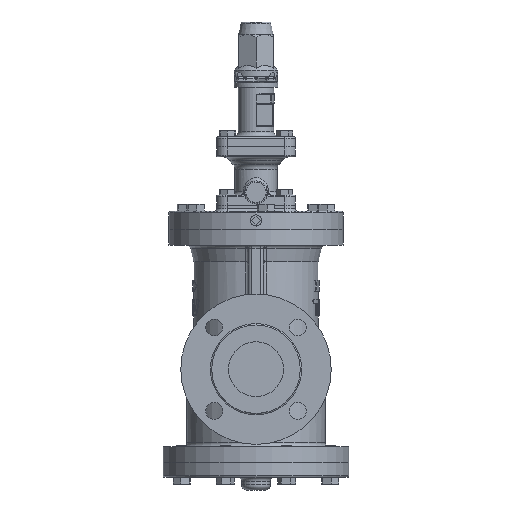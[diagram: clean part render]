
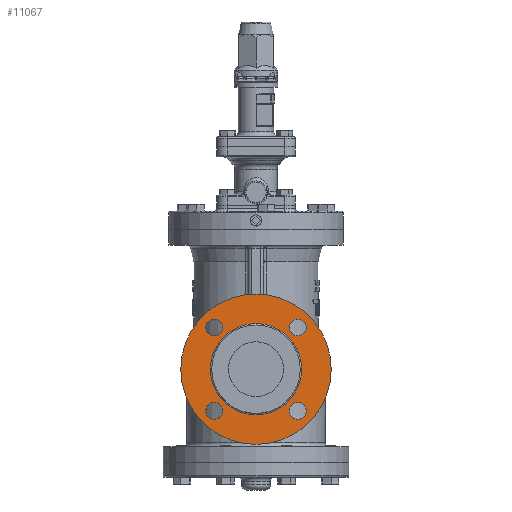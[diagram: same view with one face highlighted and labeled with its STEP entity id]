
A CAD part, left-side view. The second image highlights one B-rep face of the part: STEP entity #11067.
In plain terms, the highlighted planar face has unit normal (-1, 0, 0).
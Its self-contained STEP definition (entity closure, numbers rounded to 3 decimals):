
#727=FACE_BOUND('',#1662,.T.);
#728=FACE_BOUND('',#1663,.T.);
#729=FACE_BOUND('',#1664,.T.);
#730=FACE_BOUND('',#1665,.T.);
#731=FACE_BOUND('',#1666,.T.);
#902=FACE_OUTER_BOUND('',#1661,.T.);
#1661=EDGE_LOOP('',(#7507));
#1662=EDGE_LOOP('',(#7508));
#1663=EDGE_LOOP('',(#7509));
#1664=EDGE_LOOP('',(#7510));
#1665=EDGE_LOOP('',(#7511));
#1666=EDGE_LOOP('',(#7512));
#2514=CIRCLE('',#11835,89.);
#2516=CIRCLE('',#11838,54.);
#2517=CIRCLE('',#11840,10.);
#2518=CIRCLE('',#11841,10.);
#2519=CIRCLE('',#11842,10.);
#2520=CIRCLE('',#11843,10.);
#4745=VERTEX_POINT('',#16493);
#4747=VERTEX_POINT('',#16498);
#4748=VERTEX_POINT('',#16501);
#4749=VERTEX_POINT('',#16503);
#4750=VERTEX_POINT('',#16505);
#4751=VERTEX_POINT('',#16507);
#5805=EDGE_CURVE('',#4745,#4745,#2514,.T.);
#5807=EDGE_CURVE('',#4747,#4747,#2516,.T.);
#5808=EDGE_CURVE('',#4748,#4748,#2517,.T.);
#5809=EDGE_CURVE('',#4749,#4749,#2518,.T.);
#5810=EDGE_CURVE('',#4750,#4750,#2519,.T.);
#5811=EDGE_CURVE('',#4751,#4751,#2520,.T.);
#7507=ORIENTED_EDGE('',*,*,#5805,.F.);
#7508=ORIENTED_EDGE('',*,*,#5808,.F.);
#7509=ORIENTED_EDGE('',*,*,#5809,.F.);
#7510=ORIENTED_EDGE('',*,*,#5810,.F.);
#7511=ORIENTED_EDGE('',*,*,#5811,.F.);
#7512=ORIENTED_EDGE('',*,*,#5807,.F.);
#10729=PLANE('',#11839);
#11067=ADVANCED_FACE('',(#902,#727,#728,#729,#730,#731),#10729,.F.);
#11835=AXIS2_PLACEMENT_3D('',#16494,#13080,#13081);
#11838=AXIS2_PLACEMENT_3D('',#16499,#13086,#13087);
#11839=AXIS2_PLACEMENT_3D('',#16500,#13088,#13089);
#11840=AXIS2_PLACEMENT_3D('',#16502,#13090,#13091);
#11841=AXIS2_PLACEMENT_3D('',#16504,#13092,#13093);
#11842=AXIS2_PLACEMENT_3D('',#16506,#13094,#13095);
#11843=AXIS2_PLACEMENT_3D('',#16508,#13096,#13097);
#13080=DIRECTION('center_axis',(1.,0.,0.));
#13081=DIRECTION('ref_axis',(0.,0.,1.));
#13086=DIRECTION('center_axis',(-1.,0.,0.));
#13087=DIRECTION('ref_axis',(0.,0.,1.));
#13088=DIRECTION('center_axis',(1.,0.,0.));
#13089=DIRECTION('ref_axis',(0.,0.,-1.));
#13090=DIRECTION('center_axis',(-1.,0.,0.));
#13091=DIRECTION('ref_axis',(0.,-1.,0.));
#13092=DIRECTION('center_axis',(-1.,0.,0.));
#13093=DIRECTION('ref_axis',(0.,0.,
1.));
#13094=DIRECTION('center_axis',(-1.,0.,0.));
#13095=DIRECTION('ref_axis',(0.,1.,0.));
#13096=DIRECTION('center_axis',(-1.,0.,0.));
#13097=DIRECTION('ref_axis',(0.,0.,-1.));
#16493=CARTESIAN_POINT('',(-184.4,0.,-89.));
#16494=CARTESIAN_POINT('Origin',(-184.4,0.,0.));
#16498=CARTESIAN_POINT('',(-184.4,0.,-54.));
#16499=CARTESIAN_POINT('Origin',(-184.4,0.,0.));
#16500=CARTESIAN_POINT('Origin',(-184.4,0.,0.));
#16501=CARTESIAN_POINT('',(-184.4,49.391,-59.391));
#16502=CARTESIAN_POINT('Origin',(-184.4,49.391,-49.391));
#16503=CARTESIAN_POINT('',(-184.4,-49.391,-59.391));
#16504=CARTESIAN_POINT('Origin',(-184.4,-49.391,-49.391));
#16505=CARTESIAN_POINT('',(-184.4,-49.391,39.391));
#16506=CARTESIAN_POINT('Origin',(-184.4,-49.391,49.391));
#16507=CARTESIAN_POINT('',(-184.4,49.391,39.391));
#16508=CARTESIAN_POINT('Origin',(-184.4,49.391,49.391));
